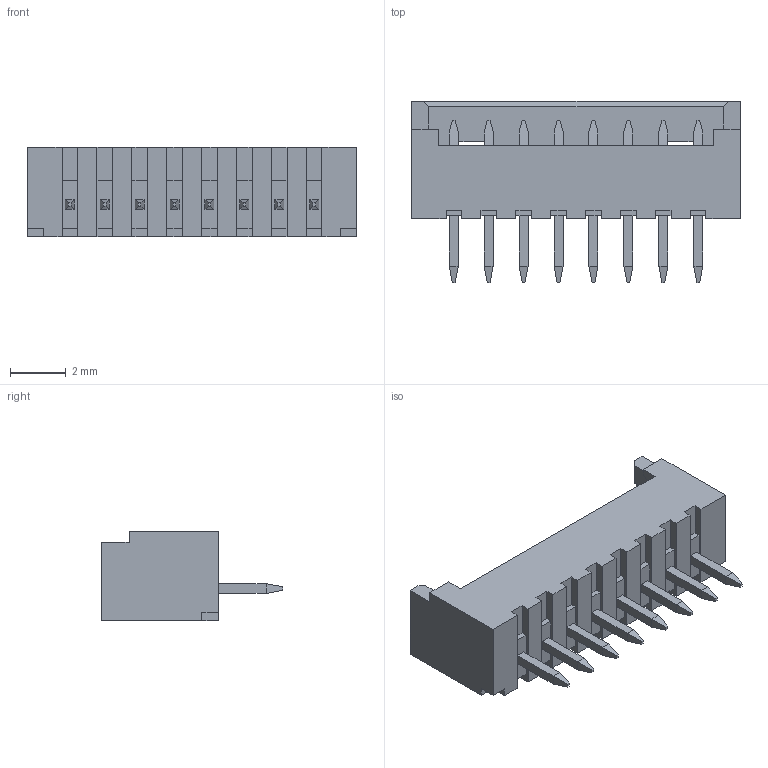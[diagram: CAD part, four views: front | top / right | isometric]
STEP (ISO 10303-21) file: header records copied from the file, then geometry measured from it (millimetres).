
FILE_DESCRIPTION (( 'STEP AP214' ), '1' );
FILE_NAME ('Molex, PicoBlade, PCB box header, 1x8, 530470810.STEP', '2019-10-21T19:42:53', ( '' ), ( '' ), 'SwSTEP 2.0', 'SolidWorks 2017', '' );
FILE_SCHEMA (( 'AUTOMOTIVE_DESIGN' ));
Length unit declared in the file: millimetre
Products named in the file (1): Molex, PicoBlade, PCB box header, 1x8, 530470810
Bounding box: 11.75 x 6.5 x 3.2 mm (x, y, z)
Volume: 75.6 mm3; surface area: 310.8 mm2
Topology: 1 solids, 1 shells, 262 faces, 698 edges, 454 vertices
Faces by surface type: plane 256, cylinder 6
Entity records: 7978 total; most frequent: CARTESIAN_POINT 1433, ORIENTED_EDGE 1396, DIRECTION 1224, EDGE_CURVE 698, VECTOR 686, LINE 686, VERTEX_POINT 454, EDGE_LOOP 282
